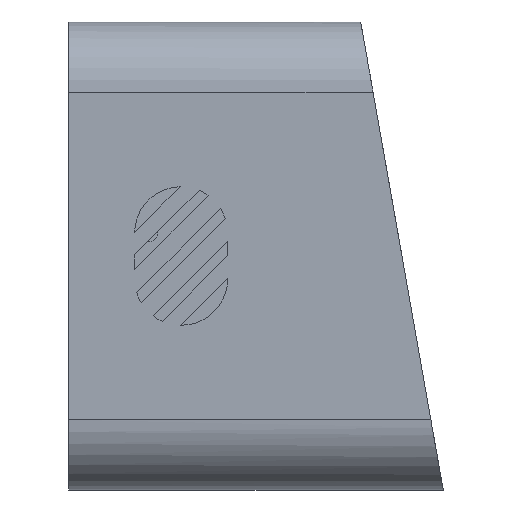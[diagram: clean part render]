
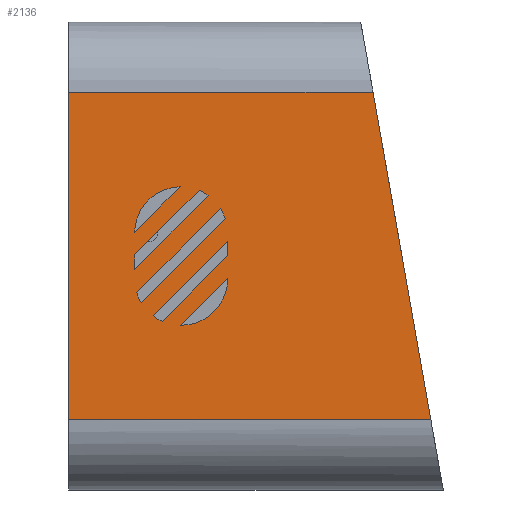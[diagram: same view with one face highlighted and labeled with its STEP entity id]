
A CAD part, left-side view. The second image highlights one B-rep face of the part: STEP entity #2136.
In plain terms, the highlighted planar face has unit normal (-1, 0, 0).
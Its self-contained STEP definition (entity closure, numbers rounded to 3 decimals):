
#53=FACE_BOUND('',#433,.T.);
#54=FACE_BOUND('',#434,.T.);
#55=FACE_BOUND('',#435,.T.);
#56=FACE_BOUND('',#436,.T.);
#57=FACE_BOUND('',#437,.T.);
#130=PLANE('',#2361);
#282=FACE_OUTER_BOUND('',#432,.T.);
#432=EDGE_LOOP('',(#1917,#1918,#1919,#1920));
#433=EDGE_LOOP('',(#1921,#1922,#1923,#1924));
#434=EDGE_LOOP('',(#1925,#1926,#1927,#1928));
#435=EDGE_LOOP('',(#1929,#1930,#1931,#1932));
#436=EDGE_LOOP('',(#1933,#1934));
#437=EDGE_LOOP('',(#1935,#1936,#1937));
#553=LINE('',#3309,#755);
#558=LINE('',#3323,#760);
#561=LINE('',#3333,#763);
#566=LINE('',#3347,#768);
#569=LINE('',#3352,#771);
#571=LINE('',#3357,#773);
#575=LINE('',#3365,#777);
#579=LINE('',#3376,#781);
#583=LINE('',#3388,#785);
#587=LINE('',#3401,#789);
#590=LINE('',#3406,#792);
#632=LINE('',#3573,#834);
#638=LINE('',#3590,#840);
#639=LINE('',#3593,#841);
#640=LINE('',#3594,#842);
#755=VECTOR('',#2682,10.);
#760=VECTOR('',#2695,10.);
#763=VECTOR('',#2706,10.);
#768=VECTOR('',#2719,10.);
#771=VECTOR('',#2724,10.);
#773=VECTOR('',#2728,10.);
#777=VECTOR('',#2734,10.);
#781=VECTOR('',#2746,10.);
#785=VECTOR('',#2758,10.);
#789=VECTOR('',#2770,10.);
#792=VECTOR('',#2775,10.);
#834=VECTOR('',#2951,10.);
#840=VECTOR('',#2967,10.);
#841=VECTOR('',#2970,10.);
#842=VECTOR('',#2971,10.);
#888=CIRCLE('',#2262,9.95);
#890=CIRCLE('',#2266,9.95);
#892=CIRCLE('',#2270,9.95);
#894=CIRCLE('',#2277,9.95);
#896=CIRCLE('',#2281,9.95);
#898=CIRCLE('',#2285,9.95);
#1028=VERTEX_POINT('',#3307);
#1029=VERTEX_POINT('',#3308);
#1032=VERTEX_POINT('',#3316);
#1034=VERTEX_POINT('',#3322);
#1036=VERTEX_POINT('',#3331);
#1037=VERTEX_POINT('',#3332);
#1040=VERTEX_POINT('',#3340);
#1042=VERTEX_POINT('',#3346);
#1044=VERTEX_POINT('',#3355);
#1045=VERTEX_POINT('',#3356);
#1048=VERTEX_POINT('',#3364);
#1050=VERTEX_POINT('',#3370);
#1052=VERTEX_POINT('',#3379);
#1053=VERTEX_POINT('',#3380);
#1056=VERTEX_POINT('',#3391);
#1057=VERTEX_POINT('',#3392);
#1060=VERTEX_POINT('',#3400);
#1110=VERTEX_POINT('',#3570);
#1111=VERTEX_POINT('',#3572);
#1117=VERTEX_POINT('',#3588);
#1118=VERTEX_POINT('',#3592);
#1266=EDGE_CURVE('',#1028,#1029,#553,.T.);
#1270=EDGE_CURVE('',#1029,#1032,#888,.T.);
#1273=EDGE_CURVE('',#1032,#1034,#558,.T.);
#1276=EDGE_CURVE('',#1034,#1028,#890,.T.);
#1278=EDGE_CURVE('',#1036,#1037,#561,.T.);
#1282=EDGE_CURVE('',#1037,#1040,#892,.T.);
#1285=EDGE_CURVE('',#1040,#1042,#566,.T.);
#1288=EDGE_CURVE('',#1042,#1036,#569,.T.);
#1290=EDGE_CURVE('',#1044,#1045,#571,.T.);
#1294=EDGE_CURVE('',#1045,#1048,#575,.T.);
#1297=EDGE_CURVE('',#1048,#1050,#894,.T.);
#1300=EDGE_CURVE('',#1050,#1044,#579,.T.);
#1302=EDGE_CURVE('',#1052,#1053,#896,.T.);
#1306=EDGE_CURVE('',#1053,#1052,#583,.T.);
#1308=EDGE_CURVE('',#1056,#1057,#898,.T.);
#1312=EDGE_CURVE('',#1057,#1060,#587,.T.);
#1315=EDGE_CURVE('',#1060,#1056,#590,.T.);
#1392=EDGE_CURVE('',#1111,#1110,#632,.T.);
#1402=EDGE_CURVE('',#1117,#1110,#638,.T.);
#1403=EDGE_CURVE('',#1117,#1118,#639,.T.);
#1404=EDGE_CURVE('',#1111,#1118,#640,.T.);
#1917=ORIENTED_EDGE('',*,*,#1402,.F.);
#1918=ORIENTED_EDGE('',*,*,#1403,.T.);
#1919=ORIENTED_EDGE('',*,*,#1404,.F.);
#1920=ORIENTED_EDGE('',*,*,#1392,.T.);
#1921=ORIENTED_EDGE('',*,*,#1266,.T.);
#1922=ORIENTED_EDGE('',*,*,#1270,.T.);
#1923=ORIENTED_EDGE('',*,*,#1273,.T.);
#1924=ORIENTED_EDGE('',*,*,#1276,.T.);
#1925=ORIENTED_EDGE('',*,*,#1278,.T.);
#1926=ORIENTED_EDGE('',*,*,#1282,.T.);
#1927=ORIENTED_EDGE('',*,*,#1285,.T.);
#1928=ORIENTED_EDGE('',*,*,#1288,.T.);
#1929=ORIENTED_EDGE('',*,*,#1290,.T.);
#1930=ORIENTED_EDGE('',*,*,#1294,.T.);
#1931=ORIENTED_EDGE('',*,*,#1297,.T.);
#1932=ORIENTED_EDGE('',*,*,#1300,.T.);
#1933=ORIENTED_EDGE('',*,*,#1302,.T.);
#1934=ORIENTED_EDGE('',*,*,#1306,.T.);
#1935=ORIENTED_EDGE('',*,*,#1308,.T.);
#1936=ORIENTED_EDGE('',*,*,#1312,.T.);
#1937=ORIENTED_EDGE('',*,*,#1315,.T.);
#2136=ADVANCED_FACE('',(#282,#53,#54,#55,#56,#57),#130,.T.);
#2262=AXIS2_PLACEMENT_3D('',#3317,#2688,#2689);
#2266=AXIS2_PLACEMENT_3D('',#3328,#2700,#2701);
#2270=AXIS2_PLACEMENT_3D('',#3341,#2712,#2713);
#2277=AXIS2_PLACEMENT_3D('',#3371,#2739,#2740);
#2281=AXIS2_PLACEMENT_3D('',#3381,#2750,#2751);
#2285=AXIS2_PLACEMENT_3D('',#3393,#2762,#2763);
#2361=AXIS2_PLACEMENT_3D('',#3591,#2968,#2969);
#2682=DIRECTION('',(0.,-0.707,0.707));
#2688=DIRECTION('center_axis',(1.,0.,0.));
#2689=DIRECTION('ref_axis',(0.,1.,0.));
#2695=DIRECTION('',(0.,0.707,-0.707));
#2700=DIRECTION('center_axis',(1.,0.,0.));
#2701=DIRECTION('ref_axis',(0.,-1.,0.));
#2706=DIRECTION('',(0.,-0.707,0.707));
#2712=DIRECTION('center_axis',(1.,0.,0.));
#2713=DIRECTION('ref_axis',(0.,1.,0.));
#2719=DIRECTION('',(0.,0.707,-0.707));
#2724=DIRECTION('',(0.,0.,1.));
#2728=DIRECTION('',(0.,0.,-1.));
#2734=DIRECTION('',(0.,0.707,-0.707));
#2739=DIRECTION('center_axis',(1.,0.,0.));
#2740=DIRECTION('ref_axis',(0.,-1.,0.));
#2746=DIRECTION('',(0.,-0.707,0.707));
#2750=DIRECTION('center_axis',(1.,0.,0.));
#2751=DIRECTION('ref_axis',(0.,1.,0.));
#2758=DIRECTION('',(0.,0.707,-0.707));
#2762=DIRECTION('center_axis',(1.,0.,0.));
#2763=DIRECTION('ref_axis',(0.,-1.,0.));
#2770=DIRECTION('',(0.,-0.707,0.707));
#2775=DIRECTION('',(0.,0.,-1.));
#2951=DIRECTION('',(0.,0.,-1.));
#2967=DIRECTION('',(0.,1.,0.));
#2968=DIRECTION('center_axis',(-1.,0.,0.));
#2969=DIRECTION('ref_axis',(0.,0.,1.));
#2970=DIRECTION('',(0.,0.174,0.985));
#2971=DIRECTION('',(0.,-1.,0.));
#3307=CARTESIAN_POINT('',(-52.,65.504,42.203));
#3308=CARTESIAN_POINT('',(-52.,47.57,60.136));
#3309=CARTESIAN_POINT('',(-52.,48.182,59.524));
#3316=CARTESIAN_POINT('',(-52.,46.57,58.025));
#3317=CARTESIAN_POINT('Origin',(-52.,56.,54.85));
#3322=CARTESIAN_POINT('',(-52.,64.544,40.051));
#3323=CARTESIAN_POINT('',(-52.,55.953,48.642));
#3328=CARTESIAN_POINT('Origin',(-52.,56.,45.15));
#3331=CARTESIAN_POINT('',(-52.,65.95,50.242));
#3332=CARTESIAN_POINT('',(-52.,52.162,64.03));
#3333=CARTESIAN_POINT('',(-52.,52.69,63.501));
#3340=CARTESIAN_POINT('',(-52.,50.168,62.912));
#3341=CARTESIAN_POINT('Origin',(-52.,56.,54.85));
#3346=CARTESIAN_POINT('',(-52.,65.95,47.13));
#3347=CARTESIAN_POINT('',(-52.,58.887,54.194));
#3352=CARTESIAN_POINT('',(-52.,65.95,50.404));
#3355=CARTESIAN_POINT('',(-52.,46.05,53.171));
#3356=CARTESIAN_POINT('',(-52.,46.05,50.06));
#3357=CARTESIAN_POINT('',(-52.,46.05,49.747));
#3364=CARTESIAN_POINT('',(-52.,60.049,36.061));
#3365=CARTESIAN_POINT('',(-52.,51.494,44.616));
#3370=CARTESIAN_POINT('',(-52.,62.005,37.216));
#3371=CARTESIAN_POINT('Origin',(-52.,56.,45.15));
#3376=CARTESIAN_POINT('',(-52.,45.189,54.032));
#3379=CARTESIAN_POINT('',(-52.,65.948,55.052));
#3380=CARTESIAN_POINT('',(-52.,56.202,64.798));
#3381=CARTESIAN_POINT('Origin',(-52.,56.,54.85));
#3388=CARTESIAN_POINT('',(-52.,60.724,60.276));
#3391=CARTESIAN_POINT('',(-52.,46.05,45.15));
#3392=CARTESIAN_POINT('',(-52.,56.101,35.201));
#3393=CARTESIAN_POINT('Origin',(-52.,56.,45.15));
#3400=CARTESIAN_POINT('',(-52.,46.05,45.252));
#3401=CARTESIAN_POINT('',(-52.,43.35,47.951));
#3406=CARTESIAN_POINT('',(-52.,46.05,47.575));
#3570=CARTESIAN_POINT('',(-52.,80.,15.));
#3572=CARTESIAN_POINT('',(-52.,80.,85.));
#3573=CARTESIAN_POINT('',(-52.,80.,0.));
#3588=CARTESIAN_POINT('',(-52.,2.645,15.));
#3590=CARTESIAN_POINT('',(-52.,20.,15.));
#3591=CARTESIAN_POINT('Origin',(-52.,40.,50.));
#3592=CARTESIAN_POINT('',(-52.,14.988,85.));
#3593=CARTESIAN_POINT('',(-52.,17.633,100.));
#3594=CARTESIAN_POINT('',(-52.,60.,85.));
